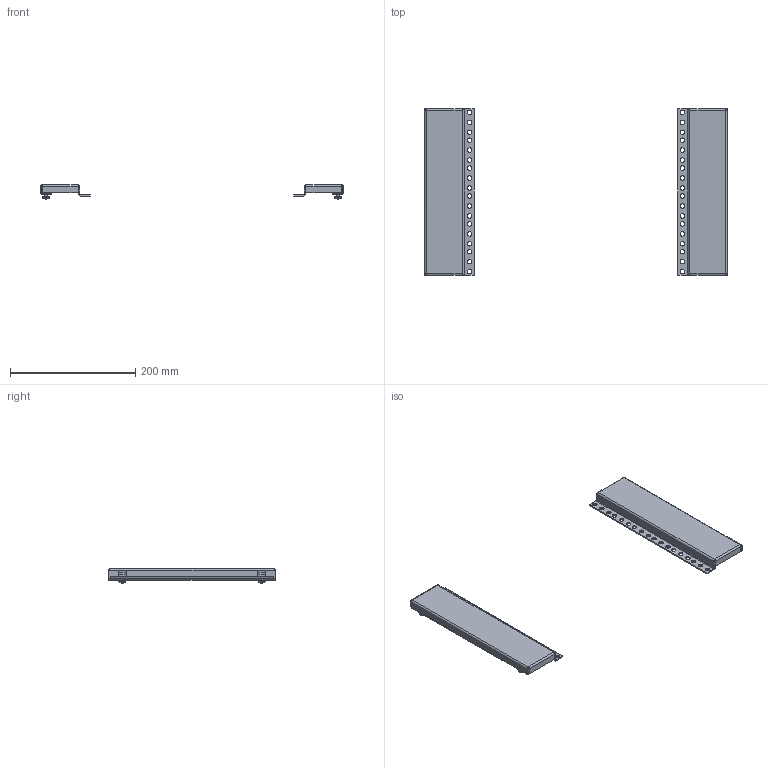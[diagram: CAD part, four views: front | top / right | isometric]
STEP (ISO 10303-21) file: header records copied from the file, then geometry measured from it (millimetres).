
FILE_DESCRIPTION((''),'2;1');
FILE_NAME('421858_ASM','2005-07-20T',('taldrich'),('CRENLO, LLC'),'PRO/ENGINEER BY PARAMETRIC TECHNOLOGY CORPORATION, 2004360','PRO/ENGINEER BY PARAMETRIC TECHNOLOGY CORPORATION, 2004360','');
FILE_SCHEMA(('AUTOMOTIVE_DESIGN_CC2 { 1 2 10303 214 -1 1 5 2 }'));
Length unit declared in the file: inch
Products named in the file (5): 421873; 421863_ASM; 945026; 940006; 421858_ASM
Assembly tree (11 placements, depth 3):
  421858_ASM
    421863_ASM  x2
      421873
    945026  x4
    940006  x4
Bounding box: 482.6 x 265.91 x 22.54 mm (x, y, z)
Volume: 125562.5 mm3; surface area: 140662.2 mm2
Topology: 10 solids, 10 shells, 572 faces, 1460 edges, 912 vertices
Faces by surface type: plane 252, cylinder 224, bspline 56, cone 24, torus 8, sphere 8
Entity records: 7667 total; most frequent: CARTESIAN_POINT 1709, DIRECTION 1028, ORIENTED_EDGE 968, EDGE_CURVE 484, AXIS2_PLACEMENT_3D 376, PRESENTATION_STYLE_ASSIGNMENT 327, STYLED_ITEM 324, CURVE_STYLE 322
